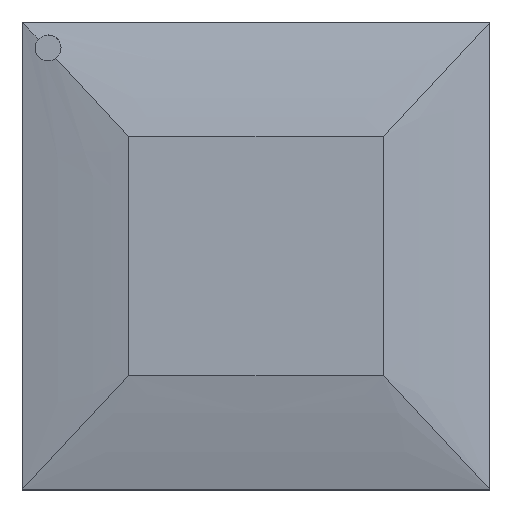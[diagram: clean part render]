
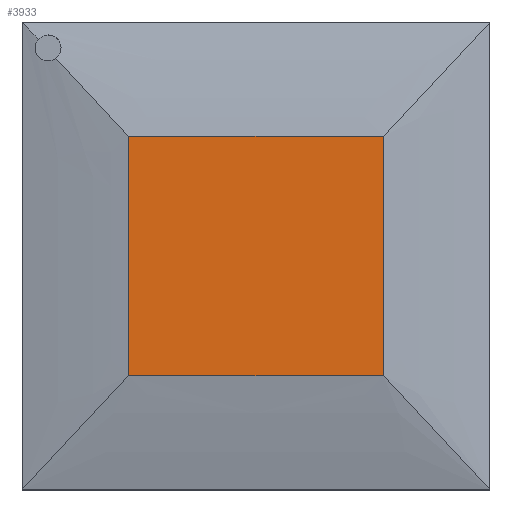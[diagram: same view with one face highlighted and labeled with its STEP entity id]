
A CAD part, top view. The second image highlights one B-rep face of the part: STEP entity #3933.
In plain terms, the highlighted planar face has unit normal (0, 0, 1).
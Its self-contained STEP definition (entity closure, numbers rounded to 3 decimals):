
#612=FACE_OUTER_BOUND('',#908,.T.);
#908=EDGE_LOOP('',(#2879,#2880,#2881,#2882));
#1081=LINE('',#6161,#1399);
#1085=LINE('',#6168,#1403);
#1088=LINE('',#6174,#1406);
#1090=LINE('',#6177,#1408);
#1399=VECTOR('',#5136,1000.);
#1403=VECTOR('',#5142,1000.);
#1406=VECTOR('',#5147,1000.);
#1408=VECTOR('',#5151,1000.);
#1844=VERTEX_POINT('',#6158);
#1845=VERTEX_POINT('',#6160);
#1847=VERTEX_POINT('',#6166);
#1849=VERTEX_POINT('',#6172);
#2223=EDGE_CURVE('',#1845,#1844,#1081,.T.);
#2227=EDGE_CURVE('',#1844,#1847,#1085,.T.);
#2230=EDGE_CURVE('',#1847,#1849,#1088,.T.);
#2232=EDGE_CURVE('',#1849,#1845,#1090,.T.);
#2879=ORIENTED_EDGE('',*,*,#2223,.T.);
#2880=ORIENTED_EDGE('',*,*,#2227,.T.);
#2881=ORIENTED_EDGE('',*,*,#2230,.T.);
#2882=ORIENTED_EDGE('',*,*,#2232,.T.);
#3665=PLANE('',#4444);
#3933=ADVANCED_FACE('',(#612),#3665,.T.);
#4444=AXIS2_PLACEMENT_3D('',#6178,#5152,#5153);
#5136=DIRECTION('',(-1.,0.,0.));
#5142=DIRECTION('',(0.,-1.,0.));
#5147=DIRECTION('',(1.,0.,0.));
#5151=DIRECTION('',(0.,1.,0.));
#5152=DIRECTION('center_axis',(0.,0.,1.));
#5153=DIRECTION('ref_axis',(0.,-1.,0.));
#6158=CARTESIAN_POINT('',(-2.45,2.3,1.465));
#6160=CARTESIAN_POINT('',(2.45,2.3,1.465));
#6161=CARTESIAN_POINT('',(2.45,2.3,1.465));
#6166=CARTESIAN_POINT('',(-2.45,-2.3,1.465));
#6168=CARTESIAN_POINT('',(-2.45,2.3,1.465));
#6172=CARTESIAN_POINT('',(2.45,-2.3,1.465));
#6174=CARTESIAN_POINT('',(-2.45,-2.3,1.465));
#6177=CARTESIAN_POINT('',(2.45,-2.3,1.465));
#6178=CARTESIAN_POINT('Origin',(0.,0.,1.465));
